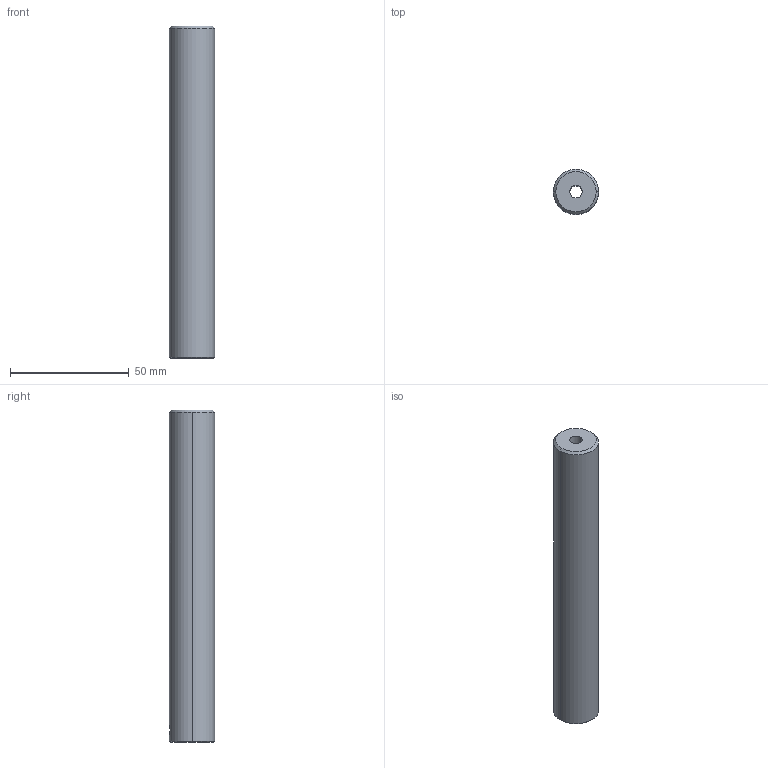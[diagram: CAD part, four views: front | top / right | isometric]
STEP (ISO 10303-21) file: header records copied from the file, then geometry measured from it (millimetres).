
FILE_DESCRIPTION(('no description'),'unknown implementation level');
FILE_NAME('AAC18E5E-ADF7-4C7E-B3F0-4B03F7F91F56_export.stp',' ',('CIMSOURCE GmbH'),('CADClick - KiM GmbH - www.kimweb.de'),'unknown preprocess','ACIS','unknown authorization');
FILE_SCHEMA(('automotive_design'));
Length unit declared in the file: millimetre
Products named in the file (2): 335.320 Kaiser D19 X CK1 X 130HM|690.431 Kaiser ETL M4 X 5 CK1_Standard;NONE; 335.320 Kaiser D19 X CK1 X 130HM|335.320 Kaiser D19 X CK1 X 130HM_Standard;NONE
Bounding box: 19 x 19 x 140 mm (x, y, z)
Volume: 35463.1 mm3; surface area: 11538.6 mm2
Topology: 2 solids, 2 shells, 65 faces, 156 edges, 93 vertices
Faces by surface type: plane 26, cone 20, cylinder 16, bspline 3
Entity records: 4045 total; most frequent: CARTESIAN_POINT 724, DIRECTION 333, STYLED_ITEM 314, PRESENTATION_STYLE_ASSIGNMENT 314, COLOUR_RGB 314, ORIENTED_EDGE 308, EDGE_CURVE 154, CURVE_STYLE 154
